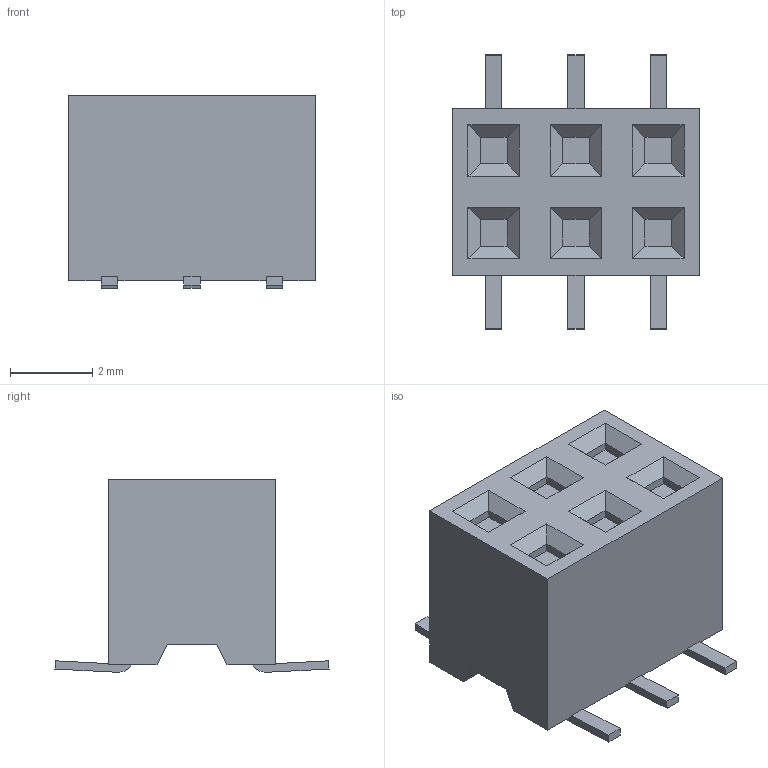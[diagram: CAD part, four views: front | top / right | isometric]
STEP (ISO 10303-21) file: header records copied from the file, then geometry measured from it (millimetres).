
FILE_DESCRIPTION((''),'2;1');
FILE_NAME('C-2314844-6','2018-07-19T',('workeradm'),('TE Connectivity Ltd.'),'CREO PARAMETRIC BY PTC INC, 2016050','CREO PARAMETRIC BY PTC INC, 2016050','');
FILE_SCHEMA(('AUTOMOTIVE_DESIGN { 1 0 10303 214 1 1 1 1 }'));
Length unit declared in the file: millimetre
Products named in the file (1): C-2314844-6
Bounding box: 6 x 6.66 x 4.68 mm (x, y, z)
Volume: 103.9 mm3; surface area: 158.3 mm2
Topology: 1 solids, 1 shells, 100 faces, 252 edges, 160 vertices
Faces by surface type: plane 94, cylinder 6
Entity records: 2960 total; most frequent: CARTESIAN_POINT 514, ORIENTED_EDGE 504, DIRECTION 464, EDGE_CURVE 252, VECTOR 240, LINE 240, VERTEX_POINT 160, AXIS2_PLACEMENT_3D 112
